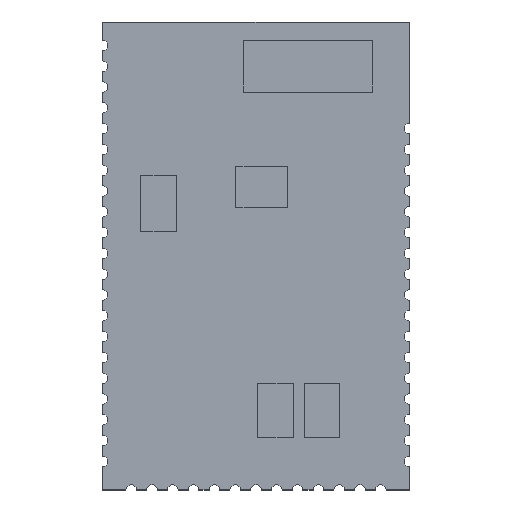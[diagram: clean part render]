
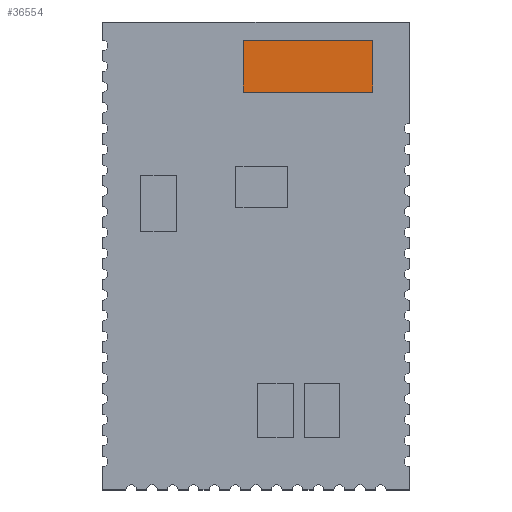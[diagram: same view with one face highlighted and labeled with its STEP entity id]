
A CAD part, top view. The second image highlights one B-rep face of the part: STEP entity #36554.
In plain terms, the highlighted planar face has unit normal (0, 0, 1).
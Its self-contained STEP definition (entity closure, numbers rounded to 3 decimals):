
#36240 = VERTEX_POINT('',#36241);
#36241 = CARTESIAN_POINT('',(-2.5,-1.,1.4));
#36248 = PLANE('',#36249);
#36249 = AXIS2_PLACEMENT_3D('',#36250,#36251,#36252);
#36250 = CARTESIAN_POINT('',(-2.5,-1.,0.));
#36251 = DIRECTION('',(-1.,0.,0.));
#36252 = DIRECTION('',(0.,1.,0.));
#36260 = PLANE('',#36261);
#36261 = AXIS2_PLACEMENT_3D('',#36262,#36263,#36264);
#36262 = CARTESIAN_POINT('',(2.5,-1.,0.));
#36263 = DIRECTION('',(0.,-1.,0.));
#36264 = DIRECTION('',(-1.,0.,0.));
#36272 = EDGE_CURVE('',#36240,#36273,#36275,.T.);
#36273 = VERTEX_POINT('',#36274);
#36274 = CARTESIAN_POINT('',(-2.5,1.,1.4));
#36275 = SURFACE_CURVE('',#36276,(#36280,#36287),.PCURVE_S1.);
#36276 = LINE('',#36277,#36278);
#36277 = CARTESIAN_POINT('',(-2.5,-1.,1.4));
#36278 = VECTOR('',#36279,1.);
#36279 = DIRECTION('',(0.,1.,0.));
#36280 = PCURVE('',#36248,#36281);
#36281 = DEFINITIONAL_REPRESENTATION('',(#36282),#36286);
#36282 = LINE('',#36283,#36284);
#36283 = CARTESIAN_POINT('',(0.,-1.4));
#36284 = VECTOR('',#36285,1.);
#36285 = DIRECTION('',(1.,0.));
#36286 = ( GEOMETRIC_REPRESENTATION_CONTEXT(2) 
PARAMETRIC_REPRESENTATION_CONTEXT() REPRESENTATION_CONTEXT('2D SPACE',''
  ) );
#36287 = PCURVE('',#36288,#36293);
#36288 = PLANE('',#36289);
#36289 = AXIS2_PLACEMENT_3D('',#36290,#36291,#36292);
#36290 = CARTESIAN_POINT('',(-2.5,-1.,1.4));
#36291 = DIRECTION('',(0.,0.,1.));
#36292 = DIRECTION('',(1.,0.,0.));
#36293 = DEFINITIONAL_REPRESENTATION('',(#36294),#36298);
#36294 = LINE('',#36295,#36296);
#36295 = CARTESIAN_POINT('',(0.,0.));
#36296 = VECTOR('',#36297,1.);
#36297 = DIRECTION('',(0.,1.));
#36298 = ( GEOMETRIC_REPRESENTATION_CONTEXT(2) 
PARAMETRIC_REPRESENTATION_CONTEXT() REPRESENTATION_CONTEXT('2D SPACE',''
  ) );
#36316 = PLANE('',#36317);
#36317 = AXIS2_PLACEMENT_3D('',#36318,#36319,#36320);
#36318 = CARTESIAN_POINT('',(-2.5,1.,0.));
#36319 = DIRECTION('',(0.,1.,0.));
#36320 = DIRECTION('',(1.,0.,0.));
#36358 = EDGE_CURVE('',#36273,#36359,#36361,.T.);
#36359 = VERTEX_POINT('',#36360);
#36360 = CARTESIAN_POINT('',(2.5,1.,1.4));
#36361 = SURFACE_CURVE('',#36362,(#36366,#36373),.PCURVE_S1.);
#36362 = LINE('',#36363,#36364);
#36363 = CARTESIAN_POINT('',(-2.5,1.,1.4));
#36364 = VECTOR('',#36365,1.);
#36365 = DIRECTION('',(1.,0.,0.));
#36366 = PCURVE('',#36316,#36367);
#36367 = DEFINITIONAL_REPRESENTATION('',(#36368),#36372);
#36368 = LINE('',#36369,#36370);
#36369 = CARTESIAN_POINT('',(0.,-1.4));
#36370 = VECTOR('',#36371,1.);
#36371 = DIRECTION('',(1.,0.));
#36372 = ( GEOMETRIC_REPRESENTATION_CONTEXT(2) 
PARAMETRIC_REPRESENTATION_CONTEXT() REPRESENTATION_CONTEXT('2D SPACE',''
  ) );
#36373 = PCURVE('',#36288,#36374);
#36374 = DEFINITIONAL_REPRESENTATION('',(#36375),#36379);
#36375 = LINE('',#36376,#36377);
#36376 = CARTESIAN_POINT('',(0.,2.));
#36377 = VECTOR('',#36378,1.);
#36378 = DIRECTION('',(1.,0.));
#36379 = ( GEOMETRIC_REPRESENTATION_CONTEXT(2) 
PARAMETRIC_REPRESENTATION_CONTEXT() REPRESENTATION_CONTEXT('2D SPACE',''
  ) );
#36397 = PLANE('',#36398);
#36398 = AXIS2_PLACEMENT_3D('',#36399,#36400,#36401);
#36399 = CARTESIAN_POINT('',(2.5,1.,0.));
#36400 = DIRECTION('',(1.,0.,0.));
#36401 = DIRECTION('',(0.,-1.,0.));
#36434 = EDGE_CURVE('',#36359,#36435,#36437,.T.);
#36435 = VERTEX_POINT('',#36436);
#36436 = CARTESIAN_POINT('',(2.5,-1.,1.4));
#36437 = SURFACE_CURVE('',#36438,(#36442,#36449),.PCURVE_S1.);
#36438 = LINE('',#36439,#36440);
#36439 = CARTESIAN_POINT('',(2.5,1.,1.4));
#36440 = VECTOR('',#36441,1.);
#36441 = DIRECTION('',(0.,-1.,0.));
#36442 = PCURVE('',#36397,#36443);
#36443 = DEFINITIONAL_REPRESENTATION('',(#36444),#36448);
#36444 = LINE('',#36445,#36446);
#36445 = CARTESIAN_POINT('',(0.,-1.4));
#36446 = VECTOR('',#36447,1.);
#36447 = DIRECTION('',(1.,0.));
#36448 = ( GEOMETRIC_REPRESENTATION_CONTEXT(2) 
PARAMETRIC_REPRESENTATION_CONTEXT() REPRESENTATION_CONTEXT('2D SPACE',''
  ) );
#36449 = PCURVE('',#36288,#36450);
#36450 = DEFINITIONAL_REPRESENTATION('',(#36451),#36455);
#36451 = LINE('',#36452,#36453);
#36452 = CARTESIAN_POINT('',(5.,2.));
#36453 = VECTOR('',#36454,1.);
#36454 = DIRECTION('',(0.,-1.));
#36455 = ( GEOMETRIC_REPRESENTATION_CONTEXT(2) 
PARAMETRIC_REPRESENTATION_CONTEXT() REPRESENTATION_CONTEXT('2D SPACE',''
  ) );
#36505 = EDGE_CURVE('',#36435,#36240,#36506,.T.);
#36506 = SURFACE_CURVE('',#36507,(#36511,#36518),.PCURVE_S1.);
#36507 = LINE('',#36508,#36509);
#36508 = CARTESIAN_POINT('',(2.5,-1.,1.4));
#36509 = VECTOR('',#36510,1.);
#36510 = DIRECTION('',(-1.,0.,0.));
#36511 = PCURVE('',#36260,#36512);
#36512 = DEFINITIONAL_REPRESENTATION('',(#36513),#36517);
#36513 = LINE('',#36514,#36515);
#36514 = CARTESIAN_POINT('',(0.,-1.4));
#36515 = VECTOR('',#36516,1.);
#36516 = DIRECTION('',(1.,0.));
#36517 = ( GEOMETRIC_REPRESENTATION_CONTEXT(2) 
PARAMETRIC_REPRESENTATION_CONTEXT() REPRESENTATION_CONTEXT('2D SPACE',''
  ) );
#36518 = PCURVE('',#36288,#36519);
#36519 = DEFINITIONAL_REPRESENTATION('',(#36520),#36524);
#36520 = LINE('',#36521,#36522);
#36521 = CARTESIAN_POINT('',(5.,0.));
#36522 = VECTOR('',#36523,1.);
#36523 = DIRECTION('',(-1.,0.));
#36524 = ( GEOMETRIC_REPRESENTATION_CONTEXT(2) 
PARAMETRIC_REPRESENTATION_CONTEXT() REPRESENTATION_CONTEXT('2D SPACE',''
  ) );
#36554 = ADVANCED_FACE('',(#36555),#36288,.T.);
#36555 = FACE_BOUND('',#36556,.F.);
#36556 = EDGE_LOOP('',(#36557,#36558,#36559,#36560));
#36557 = ORIENTED_EDGE('',*,*,#36272,.T.);
#36558 = ORIENTED_EDGE('',*,*,#36358,.T.);
#36559 = ORIENTED_EDGE('',*,*,#36434,.T.);
#36560 = ORIENTED_EDGE('',*,*,#36505,.T.);
